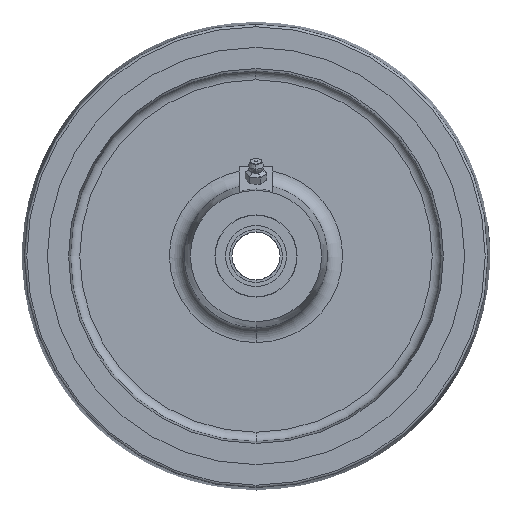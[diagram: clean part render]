
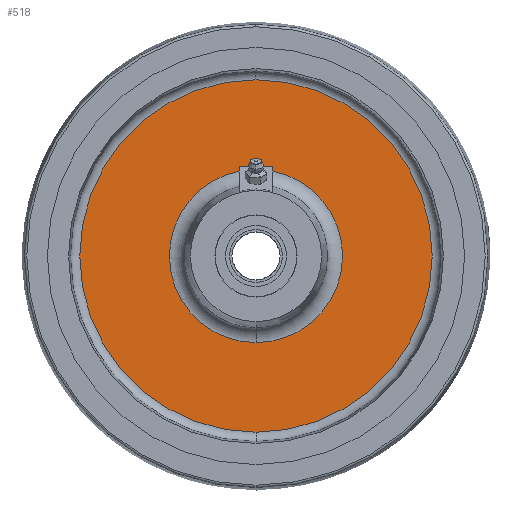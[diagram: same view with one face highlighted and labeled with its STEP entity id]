
A CAD part, front view. The second image highlights one B-rep face of the part: STEP entity #518.
In plain terms, the highlighted planar face has unit normal (0, -1, 0).
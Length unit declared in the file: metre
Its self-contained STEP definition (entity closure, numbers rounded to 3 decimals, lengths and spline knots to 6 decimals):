
#518=ADVANCED_FACE('1:40',(#750,#751),#752,.T.);
#750=FACE_BOUND('',#1135,.T.);
#751=FACE_OUTER_BOUND('',#1136,.T.);
#752=PLANE('',#1137);
#1135=EDGE_LOOP('',(#1989,#1990,#1991,#1992,#1993));
#1136=EDGE_LOOP('',(#1994,#1995));
#1137=AXIS2_PLACEMENT_3D('',#1996,#1997,#1998);
#1989=ORIENTED_EDGE('',*,*,#3106,.T.);
#1990=ORIENTED_EDGE('',*,*,#3124,.T.);
#1991=ORIENTED_EDGE('',*,*,#3071,.T.);
#1992=ORIENTED_EDGE('',*,*,#3114,.T.);
#1993=ORIENTED_EDGE('',*,*,#3115,.T.);
#1994=ORIENTED_EDGE('',*,*,#3125,.F.);
#1995=ORIENTED_EDGE('',*,*,#3066,.F.);
#1996=CARTESIAN_POINT('',(0.0,-0.005,0.056077));
#1997=DIRECTION('',(0.0,-1.0,0.));
#1998=DIRECTION('',(-0.0,0.,-1.0));
#3066=EDGE_CURVE('1:91',#3525,#3527,#3528,.T.);
#3071=EDGE_CURVE('1:88',#3531,#3535,#3537,.T.);
#3106=EDGE_CURVE('23:1976',#3599,#3597,#3600,.T.);
#3114=EDGE_CURVE('23:1985',#3535,#3610,#3612,.T.);
#3115=EDGE_CURVE('23:1988',#3610,#3599,#3613,.T.);
#3124=EDGE_CURVE('1:88',#3597,#3531,#3622,.T.);
#3125=EDGE_CURVE('1:91',#3527,#3525,#3623,.T.);
#3525=VERTEX_POINT('',#4247);
#3527=VERTEX_POINT('',#4249);
#3528=CIRCLE('',#4250,0.075195);
#3531=VERTEX_POINT('',#4253);
#3535=VERTEX_POINT('',#4257);
#3537=CIRCLE('',#4298,0.03696);
#3597=VERTEX_POINT('',#4441);
#3599=VERTEX_POINT('',#4485);
#3600=LINE('',#4486,#4487);
#3610=VERTEX_POINT('',#4510);
#3612=LINE('',#4513,#4514);
#3613=LINE('',#4515,#4516);
#3622=CIRCLE('',#4525,0.03696);
#3623=CIRCLE('',#4526,0.075195);
#4247=CARTESIAN_POINT('',(0.,-0.005,-0.075195));
#4249=CARTESIAN_POINT('',(0.0,-0.005,0.075195));
#4250=AXIS2_PLACEMENT_3D('',#5409,#5410,#5411);
#4253=CARTESIAN_POINT('',(0.,-0.005,-0.03696));
#4257=CARTESIAN_POINT('',(-0.007,-0.005,0.036291));
#4298=AXIS2_PLACEMENT_3D('',#5421,#5422,#5423);
#4441=CARTESIAN_POINT('',(0.007,-0.005,0.036291));
#4485=CARTESIAN_POINT('',(0.007,-0.005,0.03804));
#4486=CARTESIAN_POINT('',(0.007,-0.005,0.028039));
#4487=VECTOR('',#5489,1.0);
#4510=CARTESIAN_POINT('',(-0.007,-0.005,0.03804));
#4513=CARTESIAN_POINT('',(-0.007,-0.005,0.028039));
#4514=VECTOR('',#5498,1.0);
#4515=CARTESIAN_POINT('',(0.0,-0.005,0.03804));
#4516=VECTOR('',#5499,1.0);
#4525=AXIS2_PLACEMENT_3D('',#5524,#5525,#5526);
#4526=AXIS2_PLACEMENT_3D('',#5527,#5528,#5529);
#5409=CARTESIAN_POINT('',(0.0,-0.005,0.0));
#5410=DIRECTION('',(0.0,1.0,0.0));
#5411=DIRECTION('',(0.0,0.0,1.0));
#5421=CARTESIAN_POINT('',(0.0,-0.005,0.0));
#5422=DIRECTION('',(0.0,1.0,0.0));
#5423=DIRECTION('',(0.0,0.0,1.0));
#5489=DIRECTION('',(0.0,0.,-1.0));
#5498=DIRECTION('',(0.0,0.,1.0));
#5499=DIRECTION('',(1.0,0.0,-0.0));
#5524=CARTESIAN_POINT('',(0.0,-0.005,0.0));
#5525=DIRECTION('',(0.0,1.0,0.0));
#5526=DIRECTION('',(0.0,0.0,1.0));
#5527=CARTESIAN_POINT('',(0.0,-0.005,0.0));
#5528=DIRECTION('',(0.0,1.0,0.0));
#5529=DIRECTION('',(0.0,0.0,1.0));
